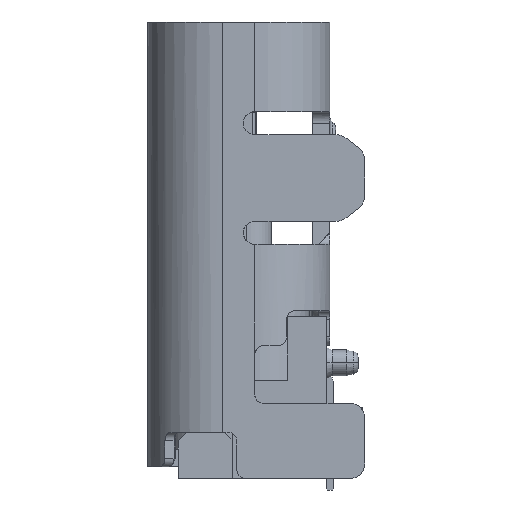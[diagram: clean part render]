
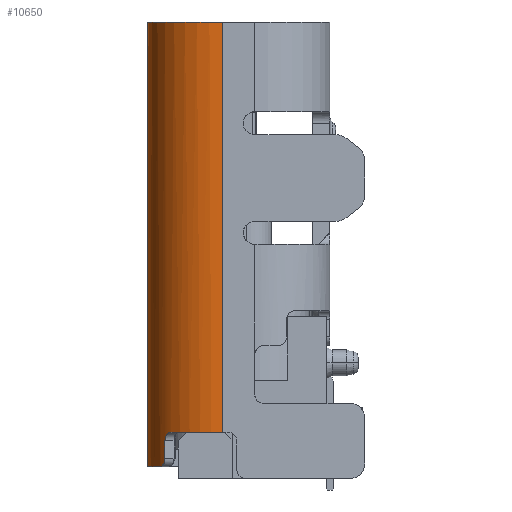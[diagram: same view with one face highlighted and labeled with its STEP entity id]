
A CAD part, left-side view. The second image highlights one B-rep face of the part: STEP entity #10650.
In plain terms, the highlighted cylindrical face has radius 1.3 mm (diameter 2.6 mm), a partial arc.
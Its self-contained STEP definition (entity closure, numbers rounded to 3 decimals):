
#2155 = CARTESIAN_POINT ( 'NONE',  ( -3.17, 0.28, -7.7 ) ) ;
#2384 = EDGE_CURVE ( 'NONE', #9817, #30212, #11017, .T. ) ;
#3636 = CARTESIAN_POINT ( 'NONE',  ( -4., 1.281, -7.6 ) ) ;
#3894 = CARTESIAN_POINT ( 'NONE',  ( -3.17, 1.58, 0. ) ) ;
#5362 = VERTEX_POINT ( 'NONE', #25659 ) ;
#6150 = DIRECTION ( 'NONE',  ( -1., 0., 0. ) ) ;
#6283 = ORIENTED_EDGE ( 'NONE', *, *, #30400, .T. ) ;
#6598 = ORIENTED_EDGE ( 'NONE', *, *, #45911, .T. ) ;
#7003 = CARTESIAN_POINT ( 'NONE',  ( -4.023, 1.261, -7.169 ) ) ;
#7175 = CARTESIAN_POINT ( 'NONE',  ( -4.006, 1.276, -7.233 ) ) ;
#8942 = EDGE_CURVE ( 'NONE', #5362, #35441, #43989, .T. ) ;
#9542 = DIRECTION ( 'NONE',  ( 0., 0., 1. ) ) ;
#9817 = VERTEX_POINT ( 'NONE', #44432 ) ;
#10531 = CARTESIAN_POINT ( 'NONE',  ( -4.092, 1.197, -7.104 ) ) ;
#10650 = ADVANCED_FACE ( 'NONE', ( #42114 ), #39706, .T. ) ;
#11017 = B_SPLINE_CURVE_WITH_KNOTS ( 'NONE', 3,
 ( #34163, #18765, #46315, #11596, #30489, #45667, #42423, #19442, #34507, #23134, #18927, #3636, #34342, #15301, #38199, #42086 ),
 .UNSPECIFIED., .F., .F.,
 ( 4, 3, 3, 3, 3, 4 ),
 ( 0., 0., 0., 0., 0., 0. ),
 .UNSPECIFIED. ) ;
#11357 = LINE ( 'NONE', #44655, #37713 ) ;
#11596 = CARTESIAN_POINT ( 'NONE',  ( -3.926, 1.338, -7.692 ) ) ;
#12858 = DIRECTION ( 'NONE',  ( 0., 0., 1. ) ) ;
#13403 = VECTOR ( 'NONE', #22266, 1000. ) ;
#13801 = CIRCLE ( 'NONE', #43721, 1.3 ) ;
#14975 = ORIENTED_EDGE ( 'NONE', *, *, #46852, .T. ) ;
#15088 = VERTEX_POINT ( 'NONE', #21159 ) ;
#15301 = CARTESIAN_POINT ( 'NONE',  ( -4.005, 1.277, -7.573 ) ) ;
#16032 = CARTESIAN_POINT ( 'NONE',  ( -3.17, 0.28, -7.1 ) ) ;
#16170 = DIRECTION ( 'NONE',  ( -1., 0., 0. ) ) ;
#18051 = CARTESIAN_POINT ( 'NONE',  ( -4.069, 1.219, -7.114 ) ) ;
#18765 = CARTESIAN_POINT ( 'NONE',  ( -3.899, 1.356, -7.7 ) ) ;
#18927 = CARTESIAN_POINT ( 'NONE',  ( -3.995, 1.285, -7.616 ) ) ;
#19442 = CARTESIAN_POINT ( 'NONE',  ( -3.972, 1.303, -7.657 ) ) ;
#19496 = DIRECTION ( 'NONE',  ( 0., 0., -1. ) ) ;
#20221 = ORIENTED_EDGE ( 'NONE', *, *, #2384, .T. ) ;
#20964 = VECTOR ( 'NONE', #34319, 1000. ) ;
#21159 = CARTESIAN_POINT ( 'NONE',  ( -4.47, 0.28, 0. ) ) ;
#21399 = CARTESIAN_POINT ( 'NONE',  ( -3.17, 0.28, 0. ) ) ;
#21619 = DIRECTION ( 'NONE',  ( 0., 0., 1. ) ) ;
#21919 = CARTESIAN_POINT ( 'NONE',  ( -4.031, 1.254, -7.156 ) ) ;
#22266 = DIRECTION ( 'NONE',  ( 0., 0., 1. ) ) ;
#22446 = CARTESIAN_POINT ( 'NONE',  ( -4.47, 0.28, 0. ) ) ;
#23134 = CARTESIAN_POINT ( 'NONE',  ( -3.988, 1.291, -7.63 ) ) ;
#23193 = CARTESIAN_POINT ( 'NONE',  ( -3.17, 0.28, 0. ) ) ;
#24041 = DIRECTION ( 'NONE',  ( -1., 0., 0. ) ) ;
#24518 = DIRECTION ( 'NONE',  ( 0., 0., 1. ) ) ;
#25659 = CARTESIAN_POINT ( 'NONE',  ( -3.17, 1.58, -7.7 ) ) ;
#25780 = CARTESIAN_POINT ( 'NONE',  ( -4.058, 1.229, -7.123 ) ) ;
#26421 = CARTESIAN_POINT ( 'NONE',  ( -4.107, 1.181, -7.1 ) ) ;
#26971 = B_SPLINE_CURVE_WITH_KNOTS ( 'NONE', 3,
 ( #41381, #7175, #29933, #49392, #29780, #7003, #21919, #41551, #45613, #25780, #18051, #45450, #10531, #30106, #26421, #45112 ),
 .UNSPECIFIED., .F., .F.,
 ( 4, 3, 3, 3, 3, 4 ),
 ( 0., 0., 0., 0., 0., 0. ),
 .UNSPECIFIED. ) ;
#29771 = CARTESIAN_POINT ( 'NONE',  ( -4.47, 0.28, -7.1 ) ) ;
#29780 = CARTESIAN_POINT ( 'NONE',  ( -4.016, 1.267, -7.185 ) ) ;
#29933 = CARTESIAN_POINT ( 'NONE',  ( -4.008, 1.274, -7.216 ) ) ;
#30106 = CARTESIAN_POINT ( 'NONE',  ( -4.099, 1.189, -7.101 ) ) ;
#30212 = VERTEX_POINT ( 'NONE', #32820 ) ;
#30400 = EDGE_CURVE ( 'NONE', #32377, #15088, #31161, .T. ) ;
#30489 = CARTESIAN_POINT ( 'NONE',  ( -3.939, 1.328, -7.686 ) ) ;
#30614 = CIRCLE ( 'NONE', #31330, 1.3 ) ;
#31161 = LINE ( 'NONE', #22446, #20964 ) ;
#31330 = AXIS2_PLACEMENT_3D ( 'NONE', #21399, #9542, #6150 ) ;
#31976 = ORIENTED_EDGE ( 'NONE', *, *, #44132, .F. ) ;
#32377 = VERTEX_POINT ( 'NONE', #29771 ) ;
#32820 = CARTESIAN_POINT ( 'NONE',  ( -4.006, 1.276, -7.55 ) ) ;
#34163 = CARTESIAN_POINT ( 'NONE',  ( -3.885, 1.366, -7.7 ) ) ;
#34319 = DIRECTION ( 'NONE',  ( 0., 0., 1. ) ) ;
#34342 = CARTESIAN_POINT ( 'NONE',  ( -4.003, 1.278, -7.584 ) ) ;
#34507 = CARTESIAN_POINT ( 'NONE',  ( -3.981, 1.296, -7.644 ) ) ;
#35441 = VERTEX_POINT ( 'NONE', #3894 ) ;
#36565 = EDGE_CURVE ( 'NONE', #40248, #32377, #39225, .T. ) ;
#37666 = CARTESIAN_POINT ( 'NONE',  ( -3.17, 1.58, 0. ) ) ;
#37713 = VECTOR ( 'NONE', #21619, 1000. ) ;
#37761 = ORIENTED_EDGE ( 'NONE', *, *, #36565, .T. ) ;
#38199 = CARTESIAN_POINT ( 'NONE',  ( -4.006, 1.276, -7.561 ) ) ;
#38479 = EDGE_CURVE ( 'NONE', #30212, #43532, #11357, .T. ) ;
#38792 = CARTESIAN_POINT ( 'NONE',  ( -4.115, 1.173, -7.1 ) ) ;
#39225 = CIRCLE ( 'NONE', #46088, 1.3 ) ;
#39665 = CARTESIAN_POINT ( 'NONE',  ( -4.006, 1.276, -7.25 ) ) ;
#39706 = CYLINDRICAL_SURFACE ( 'NONE', #46031, 1.3 ) ;
#39740 = EDGE_LOOP ( 'NONE', ( #31976, #46248, #14975, #20221, #46561, #6598, #37761, #6283 ) ) ;
#40248 = VERTEX_POINT ( 'NONE', #38792 ) ;
#41381 = CARTESIAN_POINT ( 'NONE',  ( -4.006, 1.276, -7.25 ) ) ;
#41551 = CARTESIAN_POINT ( 'NONE',  ( -4.038, 1.247, -7.143 ) ) ;
#42086 = CARTESIAN_POINT ( 'NONE',  ( -4.006, 1.276, -7.55 ) ) ;
#42114 = FACE_OUTER_BOUND ( 'NONE', #39740, .T. ) ;
#42423 = CARTESIAN_POINT ( 'NONE',  ( -3.961, 1.311, -7.667 ) ) ;
#43532 = VERTEX_POINT ( 'NONE', #39665 ) ;
#43721 = AXIS2_PLACEMENT_3D ( 'NONE', #2155, #24518, #47988 ) ;
#43989 = LINE ( 'NONE', #37666, #13403 ) ;
#44132 = EDGE_CURVE ( 'NONE', #35441, #15088, #30614, .T. ) ;
#44432 = CARTESIAN_POINT ( 'NONE',  ( -3.885, 1.366, -7.7 ) ) ;
#44655 = CARTESIAN_POINT ( 'NONE',  ( -4.006, 1.276, 0. ) ) ;
#45112 = CARTESIAN_POINT ( 'NONE',  ( -4.115, 1.173, -7.1 ) ) ;
#45450 = CARTESIAN_POINT ( 'NONE',  ( -4.08, 1.208, -7.107 ) ) ;
#45613 = CARTESIAN_POINT ( 'NONE',  ( -4.048, 1.239, -7.132 ) ) ;
#45667 = CARTESIAN_POINT ( 'NONE',  ( -3.951, 1.319, -7.678 ) ) ;
#45911 = EDGE_CURVE ( 'NONE', #43532, #40248, #26971, .T. ) ;
#46031 = AXIS2_PLACEMENT_3D ( 'NONE', #23193, #19496, #16170 ) ;
#46088 = AXIS2_PLACEMENT_3D ( 'NONE', #16032, #12858, #24041 ) ;
#46248 = ORIENTED_EDGE ( 'NONE', *, *, #8942, .F. ) ;
#46315 = CARTESIAN_POINT ( 'NONE',  ( -3.913, 1.347, -7.697 ) ) ;
#46561 = ORIENTED_EDGE ( 'NONE', *, *, #38479, .T. ) ;
#46852 = EDGE_CURVE ( 'NONE', #5362, #9817, #13801, .T. ) ;
#47988 = DIRECTION ( 'NONE',  ( -1., 0., 0. ) ) ;
#49392 = CARTESIAN_POINT ( 'NONE',  ( -4.012, 1.27, -7.2 ) ) ;
